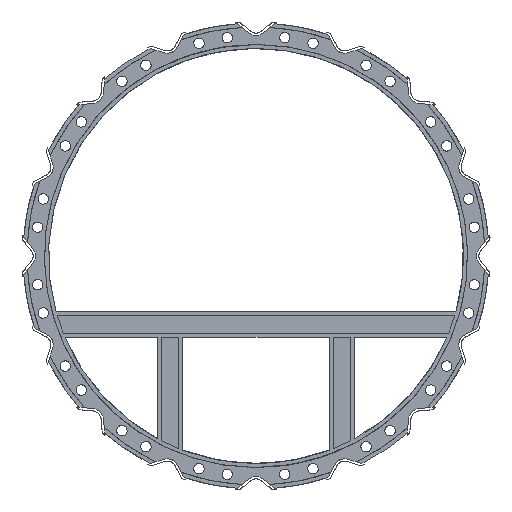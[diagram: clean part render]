
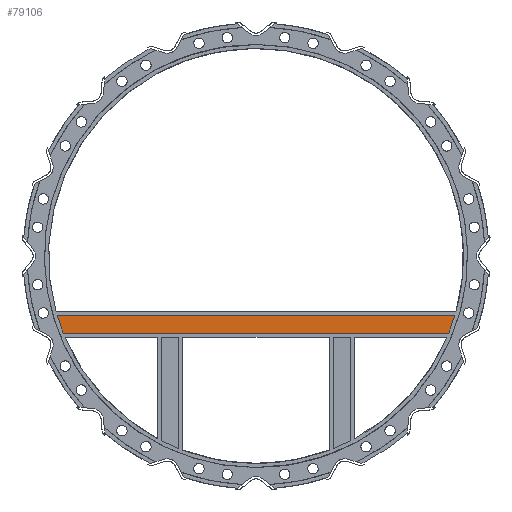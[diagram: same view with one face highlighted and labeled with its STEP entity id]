
A CAD part, left-side view. The second image highlights one B-rep face of the part: STEP entity #79106.
In plain terms, the highlighted free-form (B-spline) face has degree [1, 1] with [2, 2] control points.
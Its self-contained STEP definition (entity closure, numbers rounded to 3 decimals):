
#79106 = ADVANCED_FACE('',(#79107),#79139,.T.);
#79107 = FACE_BOUND('',#79108,.T.);
#79108 = EDGE_LOOP('',(#79109,#79119,#79126,#79134));
#79109 = ORIENTED_EDGE('',*,*,#79110,.F.);
#79110 = EDGE_CURVE('',#79111,#79113,#79115,.T.);
#79111 = VERTEX_POINT('',#79112);
#79112 = CARTESIAN_POINT('',(-9355.305,2215.529,
    -886.538));
#79113 = VERTEX_POINT('',#79114);
#79114 = CARTESIAN_POINT('',(-9355.305,2285.42,
    -686.567));
#79115 = ( BOUNDED_CURVE() B_SPLINE_CURVE(2,(#79116,#79117,#79118),
.UNSPECIFIED.,.F.,.F.) B_SPLINE_CURVE_WITH_KNOTS((3,3),(
    0.,0.089),.PIECEWISE_BEZIER_KNOTS.) 
CURVE() GEOMETRIC_REPRESENTATION_ITEM() RATIONAL_B_SPLINE_CURVE((1.,
0.999,1.)) REPRESENTATION_ITEM('') );
#79116 = CARTESIAN_POINT('',(-9355.305,2215.529,
    -886.538));
#79117 = CARTESIAN_POINT('',(-9355.305,2254.917,
    -788.105));
#79118 = CARTESIAN_POINT('',(-9355.305,2285.42,
    -686.567));
#79119 = ORIENTED_EDGE('',*,*,#79120,.F.);
#79120 = EDGE_CURVE('',#79121,#79111,#79123,.T.);
#79121 = VERTEX_POINT('',#79122);
#79122 = CARTESIAN_POINT('',(-9355.305,-2215.529,
    -886.538));
#79123 = B_SPLINE_CURVE_WITH_KNOTS('',1,(#79124,#79125),.UNSPECIFIED.,
  .F.,.F.,(2,2),(0.,3323.778),.PIECEWISE_BEZIER_KNOTS.);
#79124 = CARTESIAN_POINT('',(-9355.305,-2215.529,
    -886.538));
#79125 = CARTESIAN_POINT('',(-9355.305,2215.529,
    -886.538));
#79126 = ORIENTED_EDGE('',*,*,#79127,.F.);
#79127 = EDGE_CURVE('',#79128,#79121,#79130,.T.);
#79128 = VERTEX_POINT('',#79129);
#79129 = CARTESIAN_POINT('',(-9355.305,-2285.42,
    -686.567));
#79130 = ( BOUNDED_CURVE() B_SPLINE_CURVE(2,(#79131,#79132,#79133),
.UNSPECIFIED.,.F.,.F.) B_SPLINE_CURVE_WITH_KNOTS((3,3),(0.,
0.089),.PIECEWISE_BEZIER_KNOTS.) CURVE() 
GEOMETRIC_REPRESENTATION_ITEM() RATIONAL_B_SPLINE_CURVE((1.,
0.999,1.)) REPRESENTATION_ITEM('') );
#79131 = CARTESIAN_POINT('',(-9355.305,-2285.42,
    -686.567));
#79132 = CARTESIAN_POINT('',(-9355.305,-2254.917,
    -788.105));
#79133 = CARTESIAN_POINT('',(-9355.305,-2215.529,
    -886.538));
#79134 = ORIENTED_EDGE('',*,*,#79135,.F.);
#79135 = EDGE_CURVE('',#79113,#79128,#79136,.T.);
#79136 = B_SPLINE_CURVE_WITH_KNOTS('',1,(#79137,#79138),.UNSPECIFIED.,
  .F.,.F.,(2,2),(0.,3428.629),.PIECEWISE_BEZIER_KNOTS.);
#79137 = CARTESIAN_POINT('',(-9355.305,2285.42,
    -686.567));
#79138 = CARTESIAN_POINT('',(-9355.305,-2285.42,
    -686.567));
#79139 = B_SPLINE_SURFACE_WITH_KNOTS('',1,1,(
    (#79140,#79141)
    ,(#79142,#79143
    )),.UNSPECIFIED.,.F.,.F.,.F.,(2,2),(2,2),(515.,
    665.),(-1714.315,1714.315),
  .PIECEWISE_BEZIER_KNOTS.);
#79140 = CARTESIAN_POINT('',(-9355.305,2285.42,
    -686.567));
#79141 = CARTESIAN_POINT('',(-9355.305,-2285.42,
    -686.567));
#79142 = CARTESIAN_POINT('',(-9355.305,2285.42,
    -886.538));
#79143 = CARTESIAN_POINT('',(-9355.305,-2285.42,
    -886.538));
